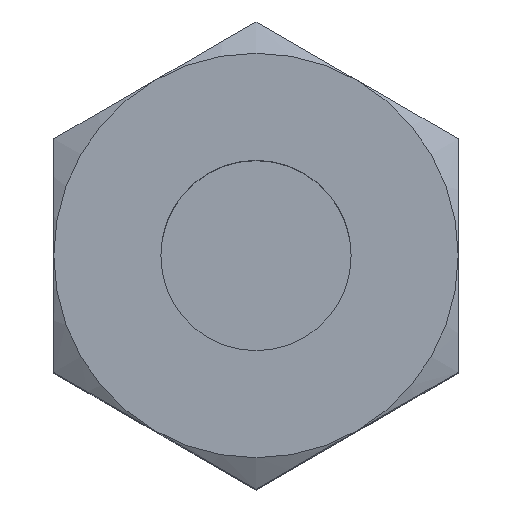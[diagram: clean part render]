
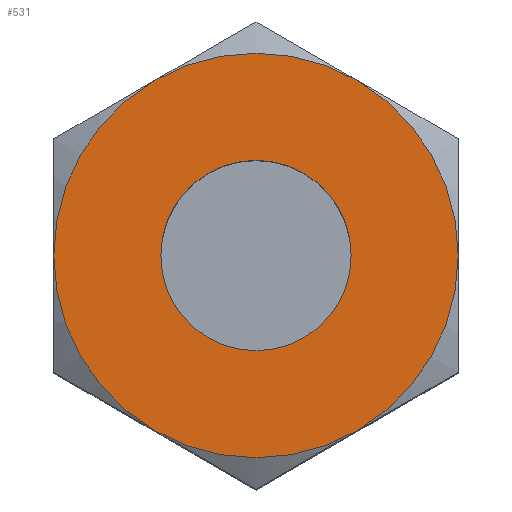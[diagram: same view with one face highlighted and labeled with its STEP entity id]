
A CAD part, top view. The second image highlights one B-rep face of the part: STEP entity #531.
In plain terms, the highlighted planar face has unit normal (0, 0, 1).
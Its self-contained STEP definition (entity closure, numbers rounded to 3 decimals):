
#42 = ORIENTED_EDGE ( 'NONE', *, *, #488, .F. ) ;
#64 = EDGE_CURVE ( 'NONE', #109, #73, #831, .T. ) ;
#73 = VERTEX_POINT ( 'NONE', #681 ) ;
#81 = CIRCLE ( 'NONE', #353, 8.5 ) ;
#109 = VERTEX_POINT ( 'NONE', #204 ) ;
#118 = CARTESIAN_POINT ( 'NONE',  ( 0., 0., 14. ) ) ;
#132 = CARTESIAN_POINT ( 'NONE',  ( 4., 0., 14. ) ) ;
#191 = VERTEX_POINT ( 'NONE', #619 ) ;
#194 = DIRECTION ( 'NONE',  ( 0., 0., -1. ) ) ;
#204 = CARTESIAN_POINT ( 'NONE',  ( 4.25, 7.361, 14. ) ) ;
#211 = ORIENTED_EDGE ( 'NONE', *, *, #430, .F. ) ;
#264 = CARTESIAN_POINT ( 'NONE',  ( 0., 0., 14. ) ) ;
#321 = ORIENTED_EDGE ( 'NONE', *, *, #763, .F. ) ;
#333 = DIRECTION ( 'NONE',  ( 0., 0., 1. ) ) ;
#353 = AXIS2_PLACEMENT_3D ( 'NONE', #264, #879, #748 ) ;
#361 = DIRECTION ( 'NONE',  ( 1., 0., 0. ) ) ;
#408 = ORIENTED_EDGE ( 'NONE', *, *, #64, .F. ) ;
#417 = CARTESIAN_POINT ( 'NONE',  ( 0., 0., 14. ) ) ;
#430 = EDGE_CURVE ( 'NONE', #191, #1633, #1429, .T. ) ;
#432 = DIRECTION ( 'NONE',  ( 1., 0., 0. ) ) ;
#437 = CARTESIAN_POINT ( 'NONE',  ( 0., 0., 14. ) ) ;
#461 = CARTESIAN_POINT ( 'NONE',  ( 0., 0., 14. ) ) ;
#462 = EDGE_LOOP ( 'NONE', ( #1191, #408, #1363, #211, #1313, #42 ) ) ;
#480 = AXIS2_PLACEMENT_3D ( 'NONE', #858, #1380, #1037 ) ;
#488 = EDGE_CURVE ( 'NONE', #1268, #1495, #632, .T. ) ;
#511 = AXIS2_PLACEMENT_3D ( 'NONE', #1591, #1100, #1079 ) ;
#527 = AXIS2_PLACEMENT_3D ( 'NONE', #1588, #333, #1229 ) ;
#531 = ADVANCED_FACE ( 'NONE', ( #1231, #959 ), #1362, .T. ) ;
#557 = CARTESIAN_POINT ( 'NONE',  ( 0., 0., 14. ) ) ;
#569 = CARTESIAN_POINT ( 'NONE',  ( 4.25, -7.361, 14. ) ) ;
#573 = DIRECTION ( 'NONE',  ( 0., 0., -1. ) ) ;
#612 = AXIS2_PLACEMENT_3D ( 'NONE', #437, #194, #1197 ) ;
#619 = CARTESIAN_POINT ( 'NONE',  ( -8.5, 0., 14. ) ) ;
#632 = CIRCLE ( 'NONE', #1629, 8.5 ) ;
#681 = CARTESIAN_POINT ( 'NONE',  ( 8.5, 0., 14. ) ) ;
#748 = DIRECTION ( 'NONE',  ( 1., 0., 0. ) ) ;
#752 = VERTEX_POINT ( 'NONE', #1067 ) ;
#763 = EDGE_CURVE ( 'NONE', #752, #1023, #938, .T. ) ;
#777 = CIRCLE ( 'NONE', #480, 8.5 ) ;
#787 = DIRECTION ( 'NONE',  ( 0., 0., 1. ) ) ;
#831 = CIRCLE ( 'NONE', #612, 8.5 ) ;
#845 = DIRECTION ( 'NONE',  ( -1., 0., 0. ) ) ;
#858 = CARTESIAN_POINT ( 'NONE',  ( 0., 0., 14. ) ) ;
#879 = DIRECTION ( 'NONE',  ( 0., 0., -1. ) ) ;
#938 = CIRCLE ( 'NONE', #1570, 4. ) ;
#959 = FACE_BOUND ( 'NONE', #1074, .T. ) ;
#971 = DIRECTION ( 'NONE',  ( 0., 0., -1. ) ) ;
#1023 = VERTEX_POINT ( 'NONE', #132 ) ;
#1024 = AXIS2_PLACEMENT_3D ( 'NONE', #118, #1109, #1618 ) ;
#1037 = DIRECTION ( 'NONE',  ( 1., 0., 0. ) ) ;
#1041 = EDGE_CURVE ( 'NONE', #1495, #191, #777, .T. ) ;
#1067 = CARTESIAN_POINT ( 'NONE',  ( -4., 0., 14. ) ) ;
#1074 = EDGE_LOOP ( 'NONE', ( #1291, #321 ) ) ;
#1079 = DIRECTION ( 'NONE',  ( 1., 0., 0. ) ) ;
#1100 = DIRECTION ( 'NONE',  ( 0., 0., 1. ) ) ;
#1109 = DIRECTION ( 'NONE',  ( 0., 0., -1. ) ) ;
#1115 = CIRCLE ( 'NONE', #527, 4. ) ;
#1191 = ORIENTED_EDGE ( 'NONE', *, *, #1470, .F. ) ;
#1197 = DIRECTION ( 'NONE',  ( 1., 0., 0. ) ) ;
#1213 = CARTESIAN_POINT ( 'NONE',  ( -4.25, -7.361, 14. ) ) ;
#1229 = DIRECTION ( 'NONE',  ( 1., 0., 0. ) ) ;
#1231 = FACE_OUTER_BOUND ( 'NONE', #462, .T. ) ;
#1268 = VERTEX_POINT ( 'NONE', #569 ) ;
#1291 = ORIENTED_EDGE ( 'NONE', *, *, #1493, .F. ) ;
#1313 = ORIENTED_EDGE ( 'NONE', *, *, #1041, .F. ) ;
#1362 = PLANE ( 'NONE',  #511 ) ;
#1363 = ORIENTED_EDGE ( 'NONE', *, *, #1547, .F. ) ;
#1380 = DIRECTION ( 'NONE',  ( 0., 0., -1. ) ) ;
#1429 = CIRCLE ( 'NONE', #1568, 8.5 ) ;
#1470 = EDGE_CURVE ( 'NONE', #73, #1268, #1624, .T. ) ;
#1493 = EDGE_CURVE ( 'NONE', #1023, #752, #1115, .T. ) ;
#1495 = VERTEX_POINT ( 'NONE', #1213 ) ;
#1523 = CARTESIAN_POINT ( 'NONE',  ( -4.25, 7.361, 14. ) ) ;
#1547 = EDGE_CURVE ( 'NONE', #1633, #109, #81, .T. ) ;
#1568 = AXIS2_PLACEMENT_3D ( 'NONE', #557, #573, #845 ) ;
#1570 = AXIS2_PLACEMENT_3D ( 'NONE', #417, #787, #432 ) ;
#1588 = CARTESIAN_POINT ( 'NONE',  ( 0., 0., 14. ) ) ;
#1591 = CARTESIAN_POINT ( 'NONE',  ( -8.5, 14.722, 14. ) ) ;
#1618 = DIRECTION ( 'NONE',  ( 1., 0., 0. ) ) ;
#1624 = CIRCLE ( 'NONE', #1024, 8.5 ) ;
#1629 = AXIS2_PLACEMENT_3D ( 'NONE', #461, #971, #361 ) ;
#1633 = VERTEX_POINT ( 'NONE', #1523 ) ;
